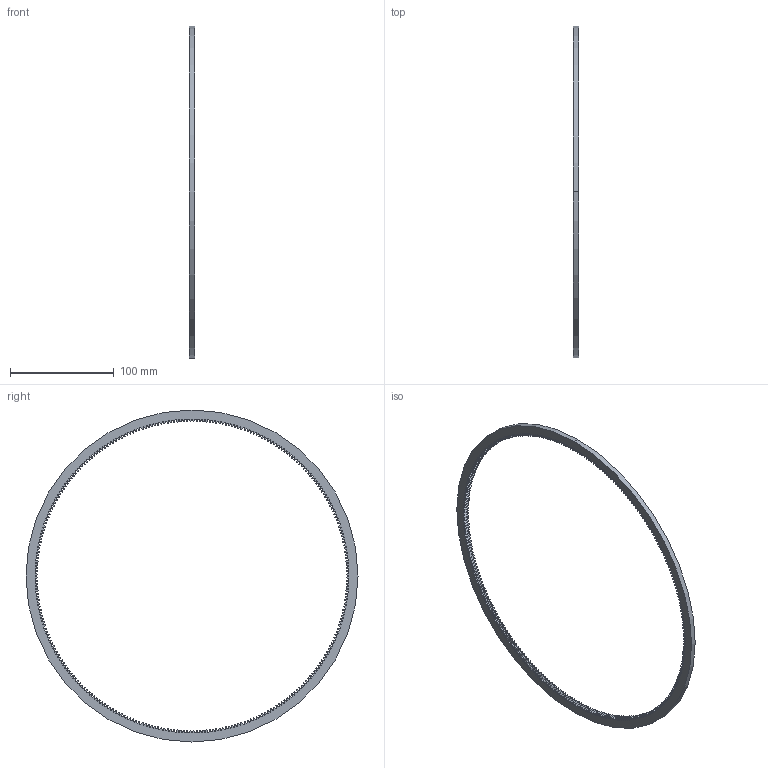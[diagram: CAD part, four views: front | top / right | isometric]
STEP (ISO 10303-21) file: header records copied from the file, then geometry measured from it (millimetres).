
FILE_DESCRIPTION (( 'STEP AP203' ), '1' );
FILE_NAME ('Presse_Ballon_Couronne_Module1_300Teeth.STEP', '2020-04-03T14:12:32', ( '' ), ( '' ), 'SwSTEP 2.0', 'SolidWorks 2018', '' );
FILE_SCHEMA (( 'CONFIG_CONTROL_DESIGN' ));
Length unit declared in the file: millimetre
Products named in the file (1): Presse_Ballon_Couronne_Module1_300Teeth
Bounding box: 5 x 320 x 320 mm (x, y, z)
Volume: 47754 mm3; surface area: 33665.7 mm2
Topology: 1 solids, 1 shells, 1209 faces, 3621 edges, 2414 vertices
Faces by surface type: cylinder 1207, plane 2
Entity records: 42350 total; most frequent: DIRECTION 8455, CARTESIAN_POINT 7245, ORIENTED_EDGE 7242, AXIS2_PLACEMENT_3D 3624, EDGE_CURVE 3621, VERTEX_POINT 2414, CIRCLE 2414, EDGE_LOOP 1211
